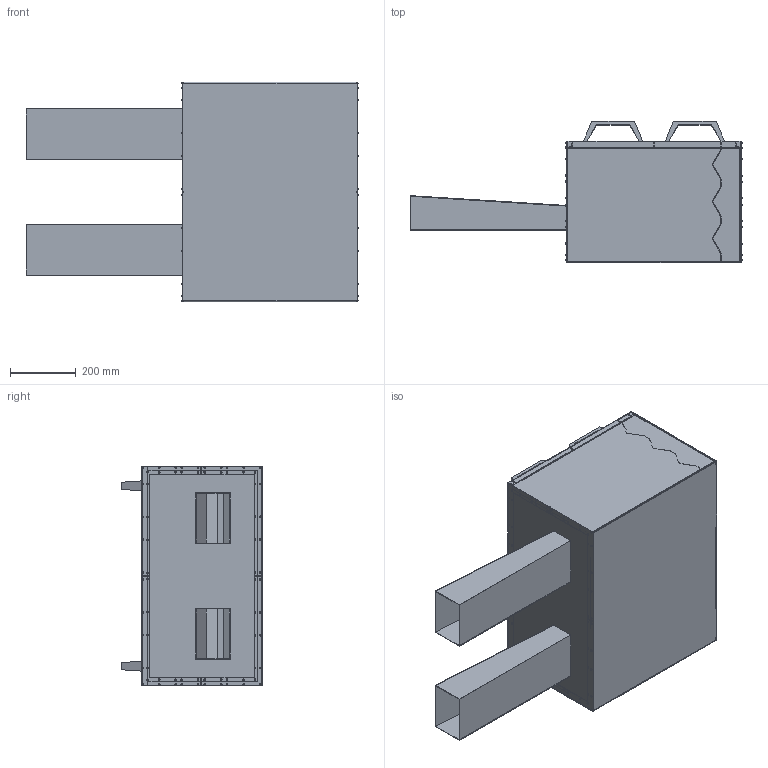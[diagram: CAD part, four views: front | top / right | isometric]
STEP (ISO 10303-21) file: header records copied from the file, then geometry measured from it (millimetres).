
FILE_DESCRIPTION (( 'STEP AP214' ), '1' );
FILE_NAME ('KFR 6030-A.STEP', '2009-11-23T14:20:57', ( 'Wolfgang Schmidt' ), ( 'WS-KO' ), 'SwSTEP 2.0', 'SolidWorks 2009', '' );
FILE_SCHEMA (( 'AUTOMOTIVE_DESIGN' ));
Length unit declared in the file: millimetre
Products named in the file (1): KFR 6030-A
Bounding box: 1007 x 427 x 667 mm (x, y, z)
Volume: 4902082.2 mm3; surface area: 4298798.2 mm2
Topology: 1 solids, 1 shells, 988 faces, 2194 edges, 1320 vertices
Faces by surface type: plane 346, cylinder 338, torus 288, sphere 16
Entity records: 27408 total; most frequent: DIRECTION 5384, CARTESIAN_POINT 4535, ORIENTED_EDGE 4356, AXIS2_PLACEMENT_3D 2233, EDGE_CURVE 2178, VERTEX_POINT 1320, CIRCLE 1244, EDGE_LOOP 1150
